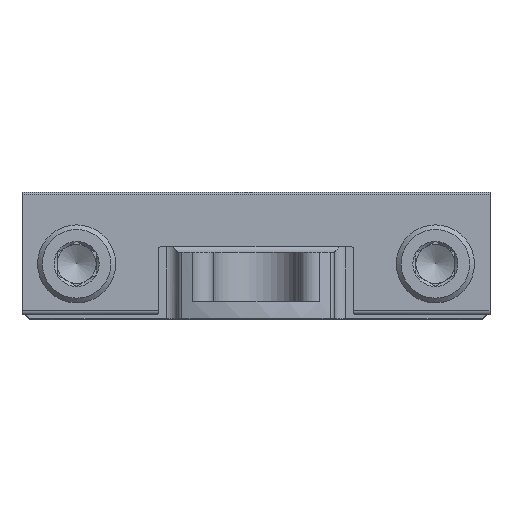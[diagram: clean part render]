
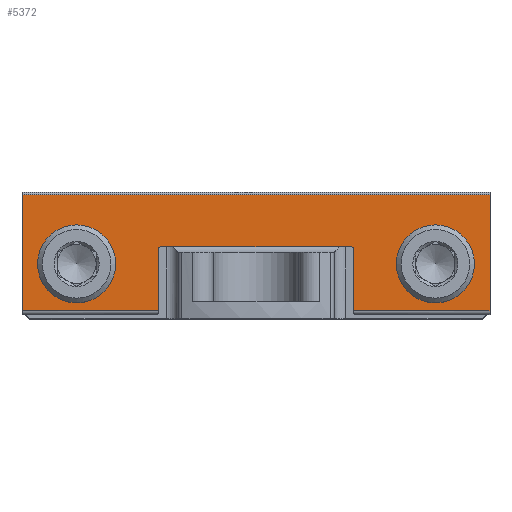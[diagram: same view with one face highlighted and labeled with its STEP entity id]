
A CAD part, top view. The second image highlights one B-rep face of the part: STEP entity #5372.
In plain terms, the highlighted face is planar.
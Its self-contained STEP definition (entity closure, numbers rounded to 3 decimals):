
#297=PLANE('',#5923);
#711=LINE('',#8835,#1239);
#715=LINE('',#8851,#1243);
#749=LINE('',#9017,#1277);
#750=LINE('',#9027,#1278);
#751=LINE('',#9030,#1279);
#752=LINE('',#9031,#1280);
#753=LINE('',#9032,#1281);
#754=LINE('',#9036,#1282);
#1239=VECTOR('',#7120,1000.);
#1243=VECTOR('',#7134,1000.);
#1277=VECTOR('',#7246,1000.);
#1278=VECTOR('',#7253,1000.);
#1279=VECTOR('',#7254,1000.);
#1280=VECTOR('',#7255,1000.);
#1281=VECTOR('',#7256,1000.);
#1282=VECTOR('',#7259,1000.);
#2411=ORIENTED_EDGE('',*,*,#3613,.T.);
#2412=ORIENTED_EDGE('',*,*,#3614,.T.);
#2413=ORIENTED_EDGE('',*,*,#3615,.T.);
#2414=ORIENTED_EDGE('',*,*,#3616,.T.);
#2415=ORIENTED_EDGE('',*,*,#3548,.T.);
#2416=ORIENTED_EDGE('',*,*,#3617,.F.);
#2417=ORIENTED_EDGE('',*,*,#3540,.F.);
#2418=ORIENTED_EDGE('',*,*,#3611,.T.);
#2419=ORIENTED_EDGE('',*,*,#3618,.F.);
#2420=ORIENTED_EDGE('',*,*,#3619,.T.);
#2421=ORIENTED_EDGE('',*,*,#3620,.T.);
#2422=ORIENTED_EDGE('',*,*,#3621,.T.);
#3540=EDGE_CURVE('',#4215,#4216,#711,.T.);
#3548=EDGE_CURVE('',#4223,#4222,#715,.T.);
#3611=EDGE_CURVE('',#4215,#4264,#749,.T.);
#3613=EDGE_CURVE('',#4266,#4266,#4412,.T.);
#3614=EDGE_CURVE('',#4267,#4267,#4413,.T.);
#3615=EDGE_CURVE('',#4268,#4269,#750,.T.);
#3616=EDGE_CURVE('',#4269,#4223,#751,.T.);
#3617=EDGE_CURVE('',#4216,#4222,#752,.T.);
#3618=EDGE_CURVE('',#4270,#4264,#753,.T.);
#3619=EDGE_CURVE('',#4270,#4271,#4414,.T.);
#3620=EDGE_CURVE('',#4271,#4272,#754,.T.);
#3621=EDGE_CURVE('',#4272,#4268,#4415,.T.);
#4215=VERTEX_POINT('',#8834);
#4216=VERTEX_POINT('',#8836);
#4222=VERTEX_POINT('',#8850);
#4223=VERTEX_POINT('',#8852);
#4264=VERTEX_POINT('',#9015);
#4266=VERTEX_POINT('',#9024);
#4267=VERTEX_POINT('',#9026);
#4268=VERTEX_POINT('',#9028);
#4269=VERTEX_POINT('',#9029);
#4270=VERTEX_POINT('',#9033);
#4271=VERTEX_POINT('',#9035);
#4272=VERTEX_POINT('',#9037);
#4412=CIRCLE('',#5924,3.55);
#4413=CIRCLE('',#5925,3.55);
#4414=CIRCLE('',#5926,0.3);
#4415=CIRCLE('',#5927,0.3);
#4622=EDGE_LOOP('',(#2411));
#4623=EDGE_LOOP('',(#2412));
#4624=EDGE_LOOP('',(#2413,#2414,#2415,#2416,#2417,#2418,#2419,#2420,#2421,
#2422));
#4952=FACE_BOUND('',#4622,.T.);
#4953=FACE_BOUND('',#4623,.T.);
#4954=FACE_BOUND('',#4624,.T.);
#5372=ADVANCED_FACE('',(#4952,#4953,#4954),#297,.F.);
#5923=AXIS2_PLACEMENT_3D('',#9022,#7247,#7248);
#5924=AXIS2_PLACEMENT_3D('',#9023,#7249,#7250);
#5925=AXIS2_PLACEMENT_3D('',#9025,#7251,#7252);
#5926=AXIS2_PLACEMENT_3D('',#9034,#7257,#7258);
#5927=AXIS2_PLACEMENT_3D('',#9038,#7260,#7261);
#7120=DIRECTION('',(0.,1.,0.));
#7134=DIRECTION('',(0.,1.,0.));
#7246=DIRECTION('',(-1.,0.,0.));
#7247=DIRECTION('',(0.,0.,1.));
#7248=DIRECTION('',(1.,0.,0.));
#7249=DIRECTION('',(0.,0.,1.));
#7250=DIRECTION('',(1.,0.,0.));
#7251=DIRECTION('',(0.,0.,1.));
#7252=DIRECTION('',(1.,0.,0.));
#7253=DIRECTION('',(0.,-1.,0.));
#7254=DIRECTION('',(-1.,0.,0.));
#7255=DIRECTION('',(-1.,0.,0.));
#7256=DIRECTION('',(0.,-1.,0.));
#7257=DIRECTION('',(0.,0.,1.));
#7258=DIRECTION('',(1.,0.,0.));
#7259=DIRECTION('',(-1.,0.,0.));
#7260=DIRECTION('',(0.,0.,1.));
#7261=DIRECTION('',(1.,0.,0.));
#8834=CARTESIAN_POINT('',(30.,0.5,0.));
#8835=CARTESIAN_POINT('',(30.,0.5,0.));
#8836=CARTESIAN_POINT('',(30.,15.4,0.));
#8850=CARTESIAN_POINT('',(-30.,15.4,0.));
#8851=CARTESIAN_POINT('',(-30.,0.5,0.));
#8852=CARTESIAN_POINT('',(-30.,0.5,0.));
#9015=CARTESIAN_POINT('',(12.5,0.5,0.));
#9017=CARTESIAN_POINT('',(30.,0.5,0.));
#9022=CARTESIAN_POINT('',(30.,0.5,0.));
#9023=CARTESIAN_POINT('',(-23.,6.5,0.));
#9024=CARTESIAN_POINT('',(-19.45,6.5,0.));
#9025=CARTESIAN_POINT('',(23.,6.5,0.));
#9026=CARTESIAN_POINT('',(26.55,6.5,0.));
#9027=CARTESIAN_POINT('',(-12.5,8.4,0.));
#9028=CARTESIAN_POINT('',(-12.5,8.4,0.));
#9029=CARTESIAN_POINT('',(-12.5,0.5,0.));
#9030=CARTESIAN_POINT('',(30.,0.5,0.));
#9031=CARTESIAN_POINT('',(30.,15.4,0.));
#9032=CARTESIAN_POINT('',(12.5,0.5,0.));
#9033=CARTESIAN_POINT('',(12.5,8.4,0.));
#9034=CARTESIAN_POINT('',(12.2,8.4,0.));
#9035=CARTESIAN_POINT('',(12.2,8.7,0.));
#9036=CARTESIAN_POINT('',(12.2,8.7,0.));
#9037=CARTESIAN_POINT('',(-12.2,8.7,0.));
#9038=CARTESIAN_POINT('',(-12.2,8.4,0.));
